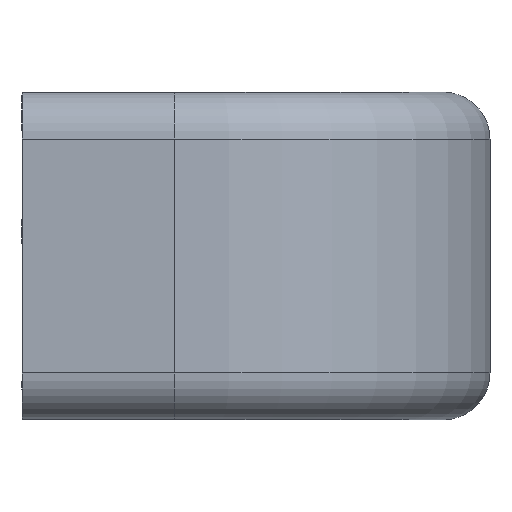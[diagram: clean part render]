
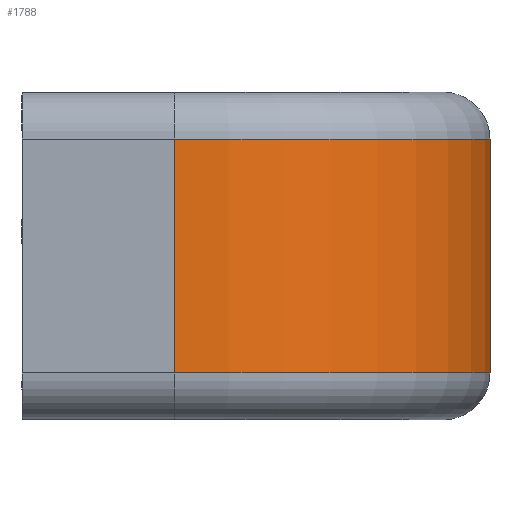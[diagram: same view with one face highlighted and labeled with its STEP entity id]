
A CAD part, left-side view. The second image highlights one B-rep face of the part: STEP entity #1788.
In plain terms, the highlighted cylindrical face has radius 27 mm (diameter 54 mm), a partial arc.
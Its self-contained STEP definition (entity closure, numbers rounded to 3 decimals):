
#911=CYLINDRICAL_SURFACE('',#1729,27.);
#936=CIRCLE('',#1691,27.);
#954=CIRCLE('',#1730,27.);
#1103=ORIENTED_EDGE('',*,*,#1347,.T.);
#1104=ORIENTED_EDGE('',*,*,#1346,.T.);
#1105=ORIENTED_EDGE('',*,*,#1307,.T.);
#1106=ORIENTED_EDGE('',*,*,#1348,.F.);
#1169=VECTOR('',#1621,1.);
#1170=VECTOR('',#1628,1.);
#1211=LINE('',#1955,#1169);
#1212=LINE('',#1960,#1170);
#1238=VERTEX_POINT('',#1868);
#1242=VERTEX_POINT('',#1877);
#1261=VERTEX_POINT('',#1948);
#1263=VERTEX_POINT('',#1958);
#1307=EDGE_CURVE('',#1238,#1242,#936,.T.);
#1346=EDGE_CURVE('',#1261,#1238,#1211,.T.);
#1347=EDGE_CURVE('',#1263,#1261,#954,.T.);
#1348=EDGE_CURVE('',#1263,#1242,#1212,.T.);
#1388=EDGE_LOOP('',(#1103,#1104,#1105,#1106));
#1432=FACE_BOUND('',#1388,.T.);
#1528=DIRECTION('',(0.,0.,-1.));
#1529=DIRECTION('',(0.,-27.,0.));
#1621=DIRECTION('',(0.,0.,20.));
#1624=DIRECTION('',(0.,0.,1.));
#1625=DIRECTION('',(0.,1.,0.));
#1626=DIRECTION('',(0.,0.,1.));
#1627=DIRECTION('',(-27.,0.,0.));
#1628=DIRECTION('',(0.,0.,20.));
#1691=AXIS2_PLACEMENT_3D('',#1879,#1528,#1529);
#1729=AXIS2_PLACEMENT_3D('',#1957,#1624,#1625);
#1730=AXIS2_PLACEMENT_3D('',#1959,#1626,#1627);
#1788=ADVANCED_FACE('',(#1432),#911,.T.);
#1868=CARTESIAN_POINT('',(-16.481,107.043,24.));
#1877=CARTESIAN_POINT('',(-43.481,134.043,24.));
#1879=CARTESIAN_POINT('',(-16.481,134.043,24.));
#1948=CARTESIAN_POINT('',(-16.481,107.043,4.));
#1955=CARTESIAN_POINT('',(-16.481,107.043,4.));
#1957=CARTESIAN_POINT('',(-16.481,134.043,0.));
#1958=CARTESIAN_POINT('',(-43.481,134.043,4.));
#1959=CARTESIAN_POINT('',(-16.481,134.043,4.));
#1960=CARTESIAN_POINT('',(-43.481,134.043,4.));
